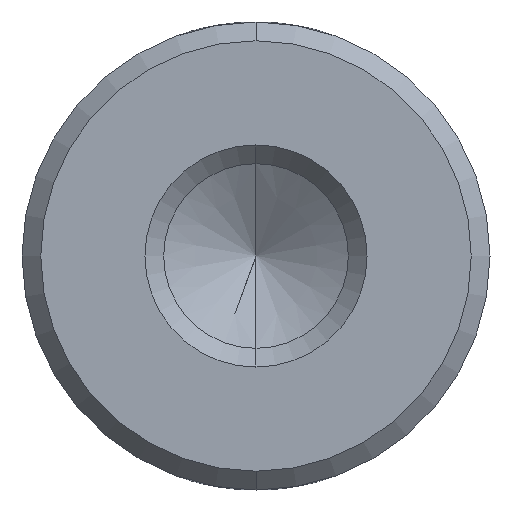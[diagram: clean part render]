
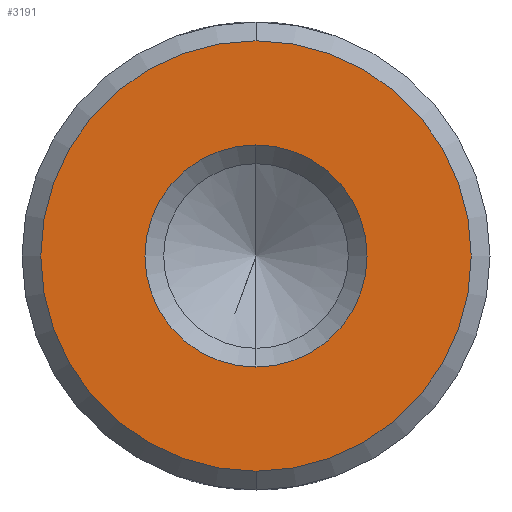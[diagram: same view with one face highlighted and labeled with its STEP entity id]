
A CAD part, front view. The second image highlights one B-rep face of the part: STEP entity #3191.
In plain terms, the highlighted planar face has unit normal (0, -1, 0).
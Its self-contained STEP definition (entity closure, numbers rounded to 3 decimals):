
#116 = AXIS2_PLACEMENT_3D ( 'NONE', #3275, #1694, #117 ) ;
#117 = DIRECTION ( 'NONE',  ( 0., 0., 1. ) ) ;
#237 = AXIS2_PLACEMENT_3D ( 'NONE', #2501, #938, #2774 ) ;
#362 = CIRCLE ( 'NONE', #2971, 3.008 ) ;
#626 = CIRCLE ( 'NONE', #2641, 3.008 ) ;
#655 = CARTESIAN_POINT ( 'NONE',  ( 0., 0., 0. ) ) ;
#801 = VERTEX_POINT ( 'NONE', #2255 ) ;
#807 = FACE_BOUND ( 'NONE', #986, .T. ) ;
#832 = DIRECTION ( 'NONE',  ( 0., 1., 0. ) ) ;
#925 = DIRECTION ( 'NONE',  ( 0., 0., 1. ) ) ;
#938 = DIRECTION ( 'NONE',  ( 0., 1., 0. ) ) ;
#986 = EDGE_LOOP ( 'NONE', ( #2277, #3298 ) ) ;
#999 = CARTESIAN_POINT ( 'NONE',  ( 0., 0., -5.829 ) ) ;
#1088 = CARTESIAN_POINT ( 'NONE',  ( 0., 0., -3.008 ) ) ;
#1120 = EDGE_CURVE ( 'NONE', #2445, #801, #1572, .T. ) ;
#1207 = ORIENTED_EDGE ( 'NONE', *, *, #2551, .F. ) ;
#1293 = VERTEX_POINT ( 'NONE', #3080 ) ;
#1341 = CARTESIAN_POINT ( 'NONE',  ( 0., 0., 0. ) ) ;
#1454 = PLANE ( 'NONE',  #237 ) ;
#1483 = EDGE_CURVE ( 'NONE', #2675, #1293, #362, .T. ) ;
#1572 = CIRCLE ( 'NONE', #116, 5.829 ) ;
#1608 = DIRECTION ( 'NONE',  ( 0., 0., 1. ) ) ;
#1694 = DIRECTION ( 'NONE',  ( 0., 1., 0. ) ) ;
#1753 = EDGE_LOOP ( 'NONE', ( #1207, #1905 ) ) ;
#1905 = ORIENTED_EDGE ( 'NONE', *, *, #1120, .F. ) ;
#2023 = CIRCLE ( 'NONE', #2452, 5.829 ) ;
#2255 = CARTESIAN_POINT ( 'NONE',  ( 0., 0., 5.829 ) ) ;
#2277 = ORIENTED_EDGE ( 'NONE', *, *, #1483, .T. ) ;
#2400 = CARTESIAN_POINT ( 'NONE',  ( 0., 0., 0. ) ) ;
#2445 = VERTEX_POINT ( 'NONE', #999 ) ;
#2452 = AXIS2_PLACEMENT_3D ( 'NONE', #1341, #3182, #1608 ) ;
#2482 = DIRECTION ( 'NONE',  ( 0., 1., 0. ) ) ;
#2501 = CARTESIAN_POINT ( 'NONE',  ( 5.829, 0., 0. ) ) ;
#2551 = EDGE_CURVE ( 'NONE', #801, #2445, #2023, .T. ) ;
#2600 = EDGE_CURVE ( 'NONE', #1293, #2675, #626, .T. ) ;
#2641 = AXIS2_PLACEMENT_3D ( 'NONE', #2400, #832, #2664 ) ;
#2664 = DIRECTION ( 'NONE',  ( 0., 0., 1. ) ) ;
#2675 = VERTEX_POINT ( 'NONE', #1088 ) ;
#2774 = DIRECTION ( 'NONE',  ( 0., 0., 1. ) ) ;
#2906 = FACE_OUTER_BOUND ( 'NONE', #1753, .T. ) ;
#2971 = AXIS2_PLACEMENT_3D ( 'NONE', #655, #2482, #925 ) ;
#3080 = CARTESIAN_POINT ( 'NONE',  ( 0., 0., 3.008 ) ) ;
#3182 = DIRECTION ( 'NONE',  ( 0., 1., 0. ) ) ;
#3191 = ADVANCED_FACE ( 'NONE', ( #807, #2906 ), #1454, .F. ) ;
#3275 = CARTESIAN_POINT ( 'NONE',  ( 0., 0., 0. ) ) ;
#3298 = ORIENTED_EDGE ( 'NONE', *, *, #2600, .T. ) ;
